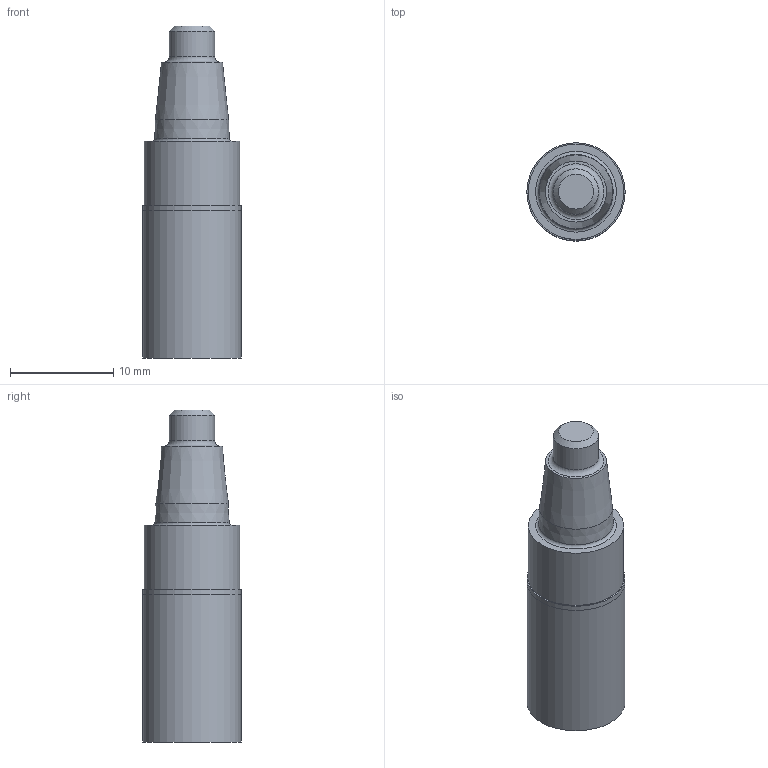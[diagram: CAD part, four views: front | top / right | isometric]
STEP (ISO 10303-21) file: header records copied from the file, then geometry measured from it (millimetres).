
FILE_DESCRIPTION(/* description */ (''),/* implementation_level */ '2;1');
FILE_NAME(/* name */ 'XSE720E10.375D3SZ6_Basic.stp',/* time_stamp */ '2023-03-20T13:05:19+06:00',/* author */ (''),/* organization */ (''),/* preprocessor_version */ 'ST-DEVELOPER v16.7',/* originating_system */ 'SIEMENS PLM Software NX 12.0',/* authorisation */ '');
FILE_SCHEMA (('AUTOMOTIVE_DESIGN { 1 0 10303 214 3 1 1 1 }'));
Length unit declared in the file: millimetre
Products named in the file (1): inpu3010496Fsxdu
Bounding box: 9.53 x 9.53 x 32.2 mm (x, y, z)
Volume: 1795.1 mm3; surface area: 1095.1 mm2
Topology: 2 solids, 2 shells, 16 faces, 25 edges, 20 vertices
Faces by surface type: plane 7, cylinder 4, cone 3, torus 2
Full cylindrical faces by diameter (mm): 4.4 x1, 9.25 x1, 9.525 x2
Entity records: 412 total; most frequent: DIRECTION 68, CARTESIAN_POINT 65, AXIS2_PLACEMENT_3D 34, EDGE_LOOP 28, ORIENTED_EDGE 28, FACE_BOUND 24, ADVANCED_FACE 16, VERTEX_POINT 14
